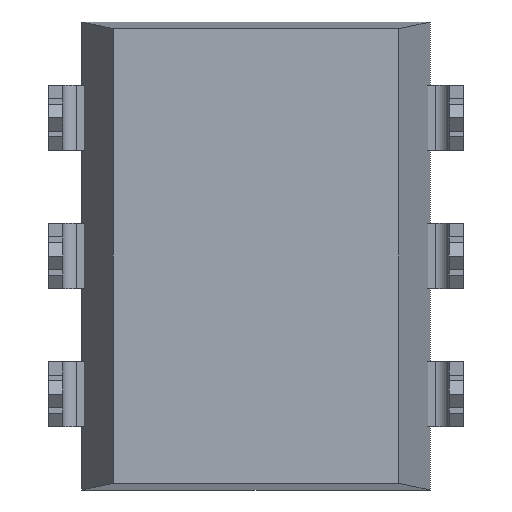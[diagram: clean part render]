
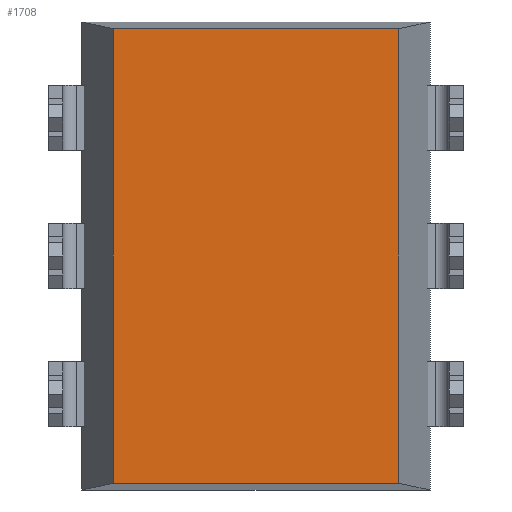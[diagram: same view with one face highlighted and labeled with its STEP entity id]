
A CAD part, front view. The second image highlights one B-rep face of the part: STEP entity #1708.
In plain terms, the highlighted planar face has unit normal (0, -1, 0).
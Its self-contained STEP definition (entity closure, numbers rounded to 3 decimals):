
#168 = EDGE_CURVE ( 'NONE', #3237, #1770, #3306, .T. ) ;
#422 = DIRECTION ( 'NONE',  ( 0., 0., -1. ) ) ;
#533 = LINE ( 'NONE', #593, #2542 ) ;
#544 = CARTESIAN_POINT ( 'NONE',  ( -3.2, -1.778, -4.176 ) ) ;
#593 = CARTESIAN_POINT ( 'NONE',  ( -3.2, -1.778, 4.176 ) ) ;
#691 = DIRECTION ( 'NONE',  ( 0., -1., 0. ) ) ;
#725 = CARTESIAN_POINT ( 'NONE',  ( -2.622, -1.778, 4.176 ) ) ;
#755 = VECTOR ( 'NONE', #995, 1000. ) ;
#975 = CARTESIAN_POINT ( 'NONE',  ( -2.622, -1.778, -4.176 ) ) ;
#992 = CARTESIAN_POINT ( 'NONE',  ( 2.622, -1.778, 4.176 ) ) ;
#995 = DIRECTION ( 'NONE',  ( 0., 0., 1. ) ) ;
#1109 = VECTOR ( 'NONE', #3088, 1000. ) ;
#1174 = DIRECTION ( 'NONE',  ( 1., 0., 0. ) ) ;
#1372 = EDGE_CURVE ( 'NONE', #1527, #3237, #1654, .T. ) ;
#1374 = EDGE_CURVE ( 'NONE', #1817, #1770, #533, .T. ) ;
#1463 = VECTOR ( 'NONE', #1821, 1000. ) ;
#1527 = VERTEX_POINT ( 'NONE', #975 ) ;
#1587 = ORIENTED_EDGE ( 'NONE', *, *, #3520, .F. ) ;
#1597 = ORIENTED_EDGE ( 'NONE', *, *, #1372, .T. ) ;
#1654 = LINE ( 'NONE', #544, #1463 ) ;
#1708 = ADVANCED_FACE ( 'NONE', ( #1893 ), #4076, .T. ) ;
#1770 = VERTEX_POINT ( 'NONE', #992 ) ;
#1817 = VERTEX_POINT ( 'NONE', #725 ) ;
#1821 = DIRECTION ( 'NONE',  ( 1., 0., 0. ) ) ;
#1893 = FACE_OUTER_BOUND ( 'NONE', #3980, .T. ) ;
#2239 = CARTESIAN_POINT ( 'NONE',  ( 0., -1.778, 0. ) ) ;
#2258 = ORIENTED_EDGE ( 'NONE', *, *, #1374, .F. ) ;
#2542 = VECTOR ( 'NONE', #1174, 1000. ) ;
#2728 = ORIENTED_EDGE ( 'NONE', *, *, #168, .T. ) ;
#2873 = CARTESIAN_POINT ( 'NONE',  ( 2.622, -1.778, -6.8 ) ) ;
#3050 = CARTESIAN_POINT ( 'NONE',  ( -2.622, -1.778, -6.8 ) ) ;
#3088 = DIRECTION ( 'NONE',  ( 0., 0., 1. ) ) ;
#3237 = VERTEX_POINT ( 'NONE', #3576 ) ;
#3306 = LINE ( 'NONE', #2873, #755 ) ;
#3408 = AXIS2_PLACEMENT_3D ( 'NONE', #2239, #691, #422 ) ;
#3411 = LINE ( 'NONE', #3050, #1109 ) ;
#3520 = EDGE_CURVE ( 'NONE', #1527, #1817, #3411, .T. ) ;
#3576 = CARTESIAN_POINT ( 'NONE',  ( 2.622, -1.778, -4.176 ) ) ;
#3980 = EDGE_LOOP ( 'NONE', ( #2258, #1587, #1597, #2728 ) ) ;
#4076 = PLANE ( 'NONE',  #3408 ) ;
